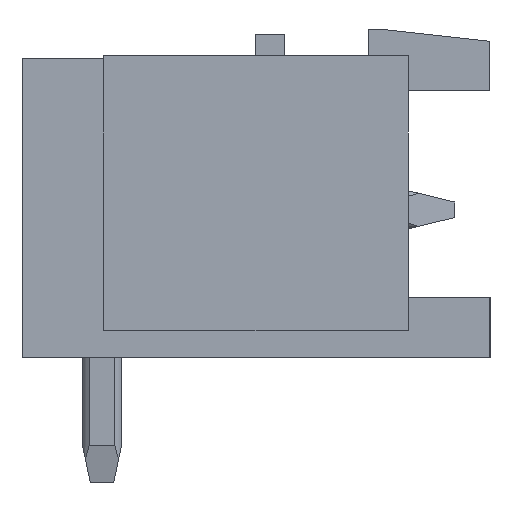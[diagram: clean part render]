
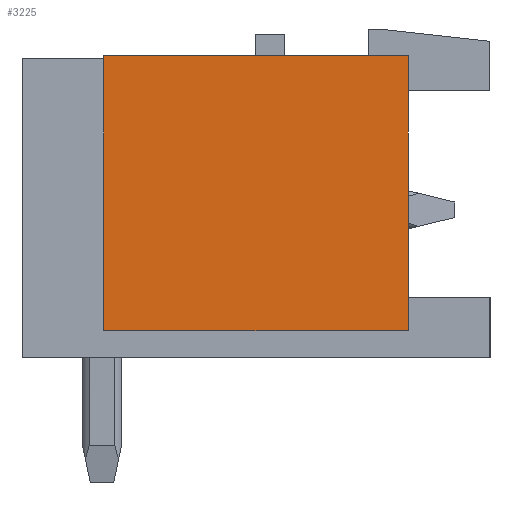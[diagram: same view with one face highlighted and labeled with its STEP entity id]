
A CAD part, left-side view. The second image highlights one B-rep face of the part: STEP entity #3225.
In plain terms, the highlighted planar face has unit normal (-1, 0, 0).
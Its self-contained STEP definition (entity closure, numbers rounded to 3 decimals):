
#3189=AXIS2_PLACEMENT_3D('Plane Axis2P3D',#3186,#3187,#3188) ;
#3186=CARTESIAN_POINT('Axis2P3D Location',(0.,2.1,0.)) ;
#3191=CARTESIAN_POINT('Line Origine',(0.,9.9,7.425)) ;
#3195=CARTESIAN_POINT('Vertex',(0.,9.9,3.9)) ;
#3197=CARTESIAN_POINT('Vertex',(0.,9.9,10.95)) ;
#3200=CARTESIAN_POINT('Line Origine',(0.,6.,3.9)) ;
#3204=CARTESIAN_POINT('Vertex',(0.,2.1,3.9)) ;
#3207=CARTESIAN_POINT('Line Origine',(0.,2.1,7.425)) ;
#3211=CARTESIAN_POINT('Vertex',(0.,2.1,10.95)) ;
#3214=CARTESIAN_POINT('Line Origine',(0.,6.,10.95)) ;
#3187=DIRECTION('Axis2P3D Direction',(1.,0.,0.)) ;
#3188=DIRECTION('Axis2P3D XDirection',(0.,1.,0.)) ;
#3192=DIRECTION('Vector Direction',(0.,0.,1.)) ;
#3201=DIRECTION('Vector Direction',(0.,1.,0.)) ;
#3208=DIRECTION('Vector Direction',(0.,0.,1.)) ;
#3215=DIRECTION('Vector Direction',(0.,1.,0.)) ;
#3193=VECTOR('Line Direction',#3192,1.) ;
#3202=VECTOR('Line Direction',#3201,1.) ;
#3209=VECTOR('Line Direction',#3208,1.) ;
#3216=VECTOR('Line Direction',#3215,1.) ;
#3220=ORIENTED_EDGE('',*,*,#3199,.F.) ;
#3221=ORIENTED_EDGE('',*,*,#3206,.T.) ;
#3222=ORIENTED_EDGE('',*,*,#3213,.T.) ;
#3223=ORIENTED_EDGE('',*,*,#3218,.F.) ;
#3225=ADVANCED_FACE('Housing',(#3224),#3190,.F.) ;
#3199=EDGE_CURVE('',#3196,#3198,#3194,.T.) ;
#3206=EDGE_CURVE('',#3196,#3205,#3203,.F.) ;
#3213=EDGE_CURVE('',#3205,#3212,#3210,.T.) ;
#3218=EDGE_CURVE('',#3198,#3212,#3217,.F.) ;
#3219=EDGE_LOOP('',(#3220,#3221,#3222,#3223)) ;
#3224=FACE_OUTER_BOUND('',#3219,.T.) ;
#3194=LINE('Line',#3191,#3193) ;
#3203=LINE('Line',#3200,#3202) ;
#3210=LINE('Line',#3207,#3209) ;
#3217=LINE('Line',#3214,#3216) ;
#3190=PLANE('',#3189) ;
#3196=VERTEX_POINT('',#3195) ;
#3198=VERTEX_POINT('',#3197) ;
#3205=VERTEX_POINT('',#3204) ;
#3212=VERTEX_POINT('',#3211) ;
